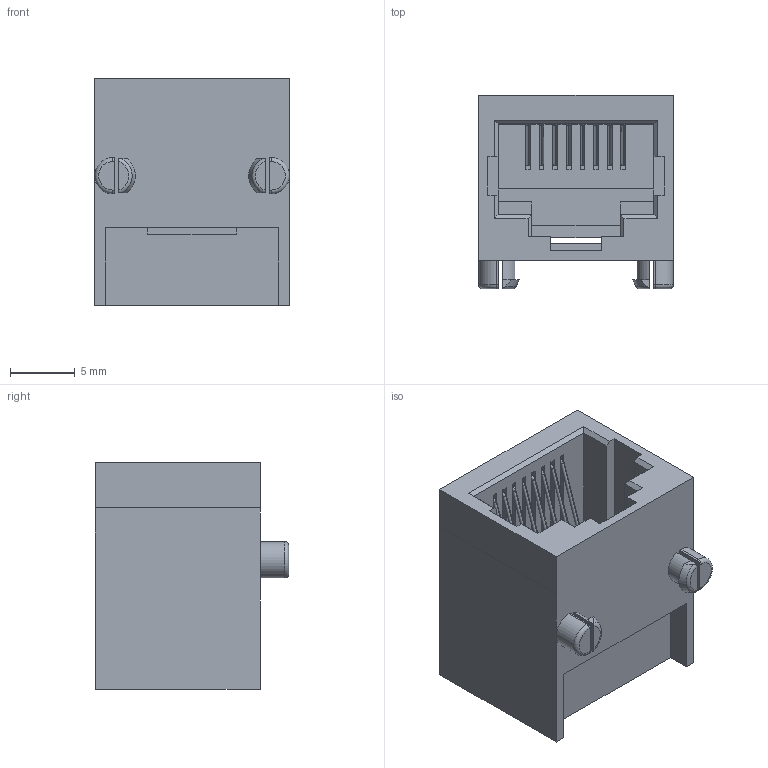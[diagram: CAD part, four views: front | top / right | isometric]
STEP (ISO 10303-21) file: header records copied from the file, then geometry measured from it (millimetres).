
FILE_DESCRIPTION (( 'STEP AP214' ), '1' );
FILE_NAME ('F51A42BC-B4AE-449B-89DD-6527C3260539.STEP', '2009-01-16T16:09:03', ( 'sysAdmin' ), ( 'SolidWorks' ), 'SwSTEP 2.0', 'SolidWorks 2009', '' );
FILE_SCHEMA (( 'AUTOMOTIVE_DESIGN' ));
Length unit declared in the file: millimetre
Products named in the file (1): F51A42BC-B4AE-449B-89DD-6527C3260539
Bounding box: 15.02 x 14.91 x 17.5 mm (x, y, z)
Volume: 2041.3 mm3; surface area: 2170 mm2
Topology: 1 solids, 1 shells, 212 faces, 575 edges, 366 vertices
Faces by surface type: plane 130, torus 40, cylinder 40, cone 2
Entity records: 7448 total; most frequent: CARTESIAN_POINT 1450, ORIENTED_EDGE 1150, DIRECTION 1067, EDGE_CURVE 575, VECTOR 381, LINE 381, VERTEX_POINT 366, AXIS2_PLACEMENT_3D 343
